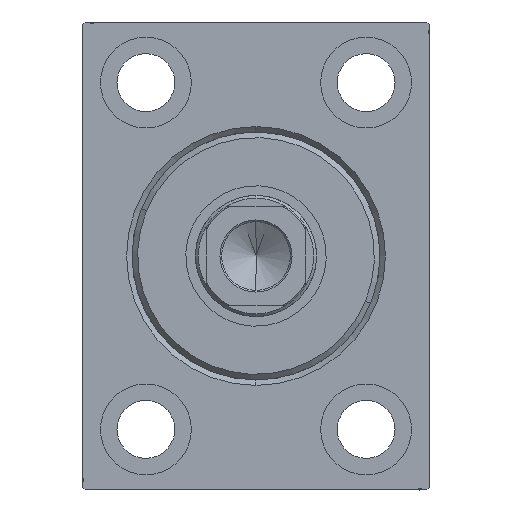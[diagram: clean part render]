
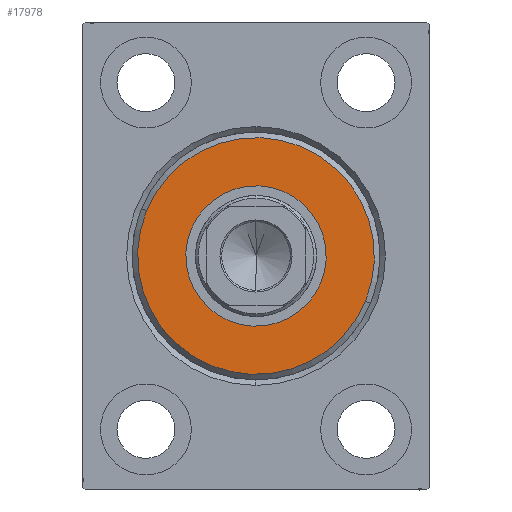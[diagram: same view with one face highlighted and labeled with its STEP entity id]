
A CAD part, left-side view. The second image highlights one B-rep face of the part: STEP entity #17978.
In plain terms, the highlighted face is planar.
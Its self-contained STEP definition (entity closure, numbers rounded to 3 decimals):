
#292 = CIRCLE ( 'NONE', #28525, 12.75 ) ;
#388 = VERTEX_POINT ( 'NONE', #24886 ) ;
#1162 = EDGE_CURVE ( 'NONE', #7174, #388, #35897, .T. ) ;
#1797 = DIRECTION ( 'NONE',  ( 0., 0., -1. ) ) ;
#2213 = VERTEX_POINT ( 'NONE', #36919 ) ;
#3007 = EDGE_LOOP ( 'NONE', ( #21175, #41396 ) ) ;
#5502 = DIRECTION ( 'NONE',  ( 0., 0., -1. ) ) ;
#7102 = CARTESIAN_POINT ( 'NONE',  ( 3., 0., 12.75 ) ) ;
#7174 = VERTEX_POINT ( 'NONE', #37557 ) ;
#8654 = FACE_BOUND ( 'NONE', #17460, .T. ) ;
#11717 = DIRECTION ( 'NONE',  ( -1., 0., 0. ) ) ;
#12203 = AXIS2_PLACEMENT_3D ( 'NONE', #14844, #35403, #1797 ) ;
#13199 = CARTESIAN_POINT ( 'NONE',  ( 3., 0., 0. ) ) ;
#14844 = CARTESIAN_POINT ( 'NONE',  ( 3., 0., 0. ) ) ;
#16289 = DIRECTION ( 'NONE',  ( 0., 0., -1. ) ) ;
#16776 = DIRECTION ( 'NONE',  ( 1., 0., 0. ) ) ;
#17460 = EDGE_LOOP ( 'NONE', ( #41760, #27563 ) ) ;
#17978 = ADVANCED_FACE ( 'NONE', ( #42267, #8654 ), #31629, .T. ) ;
#18287 = EDGE_CURVE ( 'NONE', #388, #7174, #38321, .T. ) ;
#21175 = ORIENTED_EDGE ( 'NONE', *, *, #18287, .T. ) ;
#22677 = EDGE_CURVE ( 'NONE', #41497, #2213, #292, .T. ) ;
#23480 = AXIS2_PLACEMENT_3D ( 'NONE', #32240, #32026, #5502 ) ;
#24571 = EDGE_CURVE ( 'NONE', #2213, #41497, #42108, .T. ) ;
#24886 = CARTESIAN_POINT ( 'NONE',  ( 3., 0., 21.5 ) ) ;
#25396 = DIRECTION ( 'NONE',  ( 0., 0., -1. ) ) ;
#26667 = DIRECTION ( 'NONE',  ( -1., 0., 0. ) ) ;
#26705 = AXIS2_PLACEMENT_3D ( 'NONE', #30490, #16776, #34463 ) ;
#27563 = ORIENTED_EDGE ( 'NONE', *, *, #24571, .T. ) ;
#28525 = AXIS2_PLACEMENT_3D ( 'NONE', #42012, #11717, #25396 ) ;
#30490 = CARTESIAN_POINT ( 'NONE',  ( 3., 0., 0. ) ) ;
#31629 = PLANE ( 'NONE',  #12203 ) ;
#32026 = DIRECTION ( 'NONE',  ( 1., 0., 0. ) ) ;
#32240 = CARTESIAN_POINT ( 'NONE',  ( 3., 0., 0. ) ) ;
#34463 = DIRECTION ( 'NONE',  ( 0., 0., -1. ) ) ;
#35403 = DIRECTION ( 'NONE',  ( 1., 0., 0. ) ) ;
#35897 = CIRCLE ( 'NONE', #26705, 21.5 ) ;
#36919 = CARTESIAN_POINT ( 'NONE',  ( 3., 0., -12.75 ) ) ;
#37557 = CARTESIAN_POINT ( 'NONE',  ( 3., 0., -21.5 ) ) ;
#38321 = CIRCLE ( 'NONE', #23480, 21.5 ) ;
#39254 = AXIS2_PLACEMENT_3D ( 'NONE', #13199, #26667, #16289 ) ;
#41396 = ORIENTED_EDGE ( 'NONE', *, *, #1162, .T. ) ;
#41497 = VERTEX_POINT ( 'NONE', #7102 ) ;
#41760 = ORIENTED_EDGE ( 'NONE', *, *, #22677, .T. ) ;
#42012 = CARTESIAN_POINT ( 'NONE',  ( 3., 0., 0. ) ) ;
#42108 = CIRCLE ( 'NONE', #39254, 12.75 ) ;
#42267 = FACE_OUTER_BOUND ( 'NONE', #3007, .T. ) ;
